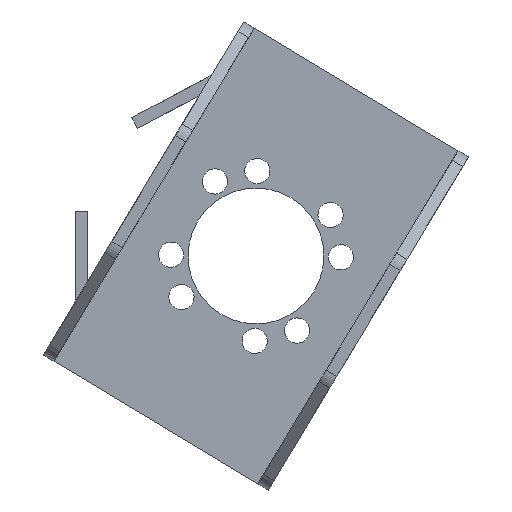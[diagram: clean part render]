
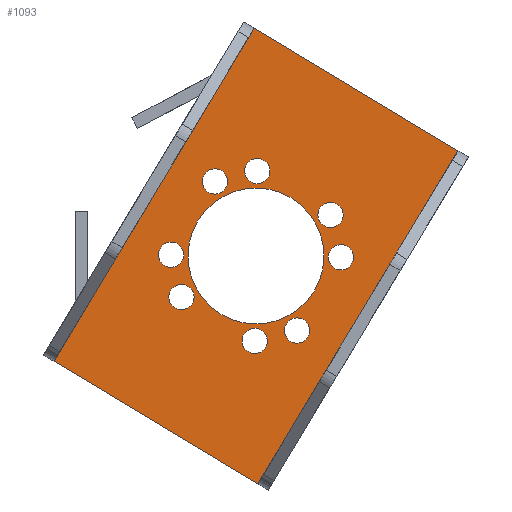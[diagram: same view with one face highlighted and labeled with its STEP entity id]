
A CAD part, front view. The second image highlights one B-rep face of the part: STEP entity #1093.
In plain terms, the highlighted planar face has unit normal (0, -1, 0).
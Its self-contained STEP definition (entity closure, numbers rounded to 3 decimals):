
#770=CARTESIAN_POINT('',(-31.446,44.5,-38.899));
#771=VERTEX_POINT('',#770);
#778=CARTESIAN_POINT('',(9.757,44.5,29.674));
#779=VERTEX_POINT('',#778);
#780=CARTESIAN_POINT('',(-31.446,44.5,-38.899));
#781=DIRECTION('',(0.515,0.0,0.857));
#782=VECTOR('',#781,80.);
#783=LINE('',#780,#782);
#784=EDGE_CURVE('',#771,#779,#783,.T.);
#964=CARTESIAN_POINT('',(31.157,44.5,-29.849));
#965=DIRECTION('',(0.0,-1.0,0.0));
#966=DIRECTION('',(-0.515,0.0,-0.857));
#967=AXIS2_PLACEMENT_3D('',#964,#965,#966);
#968=PLANE('',#967);
#969=CARTESIAN_POINT('',(51.758,44.5,4.437));
#970=VERTEX_POINT('',#969);
#971=CARTESIAN_POINT('',(51.758,44.5,4.437));
#972=DIRECTION('',(-0.857,0.,0.515));
#973=VECTOR('',#972,49.);
#974=LINE('',#971,#973);
#975=EDGE_CURVE('',#970,#779,#974,.T.);
#976=ORIENTED_EDGE('',*,*,#975,.T.);
#977=ORIENTED_EDGE('',*,*,#784,.F.);
#978=CARTESIAN_POINT('',(10.555,44.5,-64.136));
#979=VERTEX_POINT('',#978);
#980=CARTESIAN_POINT('',(-31.446,44.5,-38.899));
#981=DIRECTION('',(0.857,0.,-0.515));
#982=VECTOR('',#981,49.);
#983=LINE('',#980,#982);
#984=EDGE_CURVE('',#771,#979,#983,.T.);
#985=ORIENTED_EDGE('',*,*,#984,.T.);
#986=CARTESIAN_POINT('',(10.555,44.5,-64.136));
#987=DIRECTION('',(0.515,0.0,0.857));
#988=VECTOR('',#987,80.0);
#989=LINE('',#986,#988);
#990=EDGE_CURVE('',#979,#970,#989,.T.);
#991=ORIENTED_EDGE('',*,*,#990,.T.);
#992=EDGE_LOOP('',(#976,#977,#985,#991));
#993=FACE_OUTER_BOUND('',#992,.T.);
#994=CARTESIAN_POINT('',(22.156,44.5,-24.441));
#995=VERTEX_POINT('',#994);
#996=CARTESIAN_POINT('',(10.156,44.5,-17.231));
#997=DIRECTION('',(0.,1.0,0.));
#998=DIRECTION('',(-0.857,0.,0.515));
#999=AXIS2_PLACEMENT_3D('',#996,#997,#998);
#1000=CIRCLE('',#999,14.0);
#1001=EDGE_CURVE('',#995,#995,#1000,.T.);
#1002=ORIENTED_EDGE('',*,*,#1001,.T.);
#1003=EDGE_LOOP('',(#1002));
#1004=FACE_BOUND('',#1003,.T.);
#1005=CARTESIAN_POINT('',(3.931,44.5,-3.224));
#1006=VERTEX_POINT('',#1005);
#1007=CARTESIAN_POINT('',(1.702,44.5,-1.885));
#1008=DIRECTION('',(0.,1.0,0.));
#1009=DIRECTION('',(-0.857,0.,0.515));
#1010=AXIS2_PLACEMENT_3D('',#1007,#1008,#1009);
#1011=CIRCLE('',#1010,2.6);
#1012=EDGE_CURVE('',#1006,#1006,#1011,.T.);
#1013=ORIENTED_EDGE('',*,*,#1012,.T.);
#1014=EDGE_LOOP('',(#1013));
#1015=FACE_BOUND('',#1014,.T.);
#1016=CARTESIAN_POINT('',(12.644,44.5,-1.052));
#1017=VERTEX_POINT('',#1016);
#1018=CARTESIAN_POINT('',(10.416,44.5,0.288));
#1019=DIRECTION('',(0.,1.0,0.));
#1020=DIRECTION('',(-0.857,0.,0.515));
#1021=AXIS2_PLACEMENT_3D('',#1018,#1019,#1020);
#1022=CIRCLE('',#1021,2.6);
#1023=EDGE_CURVE('',#1017,#1017,#1022,.T.);
#1024=ORIENTED_EDGE('',*,*,#1023,.T.);
#1025=EDGE_LOOP('',(#1024));
#1026=FACE_BOUND('',#1025,.T.);
#1027=CARTESIAN_POINT('',(27.73,44.5,-10.116));
#1028=VERTEX_POINT('',#1027);
#1029=CARTESIAN_POINT('',(25.502,44.5,-8.777));
#1030=DIRECTION('',(0.,1.0,0.));
#1031=DIRECTION('',(-0.857,0.,0.515));
#1032=AXIS2_PLACEMENT_3D('',#1029,#1030,#1031);
#1033=CIRCLE('',#1032,2.6);
#1034=EDGE_CURVE('',#1028,#1028,#1033,.T.);
#1035=ORIENTED_EDGE('',*,*,#1034,.T.);
#1036=EDGE_LOOP('',(#1035));
#1037=FACE_BOUND('',#1036,.T.);
#1038=CARTESIAN_POINT('',(29.903,44.5,-18.83));
#1039=VERTEX_POINT('',#1038);
#1040=CARTESIAN_POINT('',(27.674,44.5,-17.491));
#1041=DIRECTION('',(0.,1.0,0.));
#1042=DIRECTION('',(-0.857,0.,0.515));
#1043=AXIS2_PLACEMENT_3D('',#1040,#1041,#1042);
#1044=CIRCLE('',#1043,2.6);
#1045=EDGE_CURVE('',#1039,#1039,#1044,.T.);
#1046=ORIENTED_EDGE('',*,*,#1045,.T.);
#1047=EDGE_LOOP('',(#1046));
#1048=FACE_BOUND('',#1047,.T.);
#1049=CARTESIAN_POINT('',(20.838,44.5,-33.916));
#1050=VERTEX_POINT('',#1049);
#1051=CARTESIAN_POINT('',(18.61,44.5,-32.577));
#1052=DIRECTION('',(0.,1.0,0.));
#1053=DIRECTION('',(-0.857,0.,0.515));
#1054=AXIS2_PLACEMENT_3D('',#1051,#1052,#1053);
#1055=CIRCLE('',#1054,2.6);
#1056=EDGE_CURVE('',#1050,#1050,#1055,.T.);
#1057=ORIENTED_EDGE('',*,*,#1056,.T.);
#1058=EDGE_LOOP('',(#1057));
#1059=FACE_BOUND('',#1058,.T.);
#1060=CARTESIAN_POINT('',(12.125,44.5,-36.088));
#1061=VERTEX_POINT('',#1060);
#1062=CARTESIAN_POINT('',(9.896,44.5,-34.749));
#1063=DIRECTION('',(0.,1.0,0.));
#1064=DIRECTION('',(-0.857,0.,0.515));
#1065=AXIS2_PLACEMENT_3D('',#1062,#1063,#1064);
#1066=CIRCLE('',#1065,2.6);
#1067=EDGE_CURVE('',#1061,#1061,#1066,.T.);
#1068=ORIENTED_EDGE('',*,*,#1067,.T.);
#1069=EDGE_LOOP('',(#1068));
#1070=FACE_BOUND('',#1069,.T.);
#1071=CARTESIAN_POINT('',(-2.961,44.5,-27.024));
#1072=VERTEX_POINT('',#1071);
#1073=CARTESIAN_POINT('',(-5.19,44.5,-25.685));
#1074=DIRECTION('',(0.,1.0,0.));
#1075=DIRECTION('',(-0.857,0.,0.515));
#1076=AXIS2_PLACEMENT_3D('',#1073,#1074,#1075);
#1077=CIRCLE('',#1076,2.6);
#1078=EDGE_CURVE('',#1072,#1072,#1077,.T.);
#1079=ORIENTED_EDGE('',*,*,#1078,.T.);
#1080=EDGE_LOOP('',(#1079));
#1081=FACE_BOUND('',#1080,.T.);
#1082=CARTESIAN_POINT('',(-5.134,44.5,-18.31));
#1083=VERTEX_POINT('',#1082);
#1084=CARTESIAN_POINT('',(-7.362,44.5,-16.971));
#1085=DIRECTION('',(0.,1.0,0.));
#1086=DIRECTION('',(-0.857,0.,0.515));
#1087=AXIS2_PLACEMENT_3D('',#1084,#1085,#1086);
#1088=CIRCLE('',#1087,2.6);
#1089=EDGE_CURVE('',#1083,#1083,#1088,.T.);
#1090=ORIENTED_EDGE('',*,*,#1089,.T.);
#1091=EDGE_LOOP('',(#1090));
#1092=FACE_BOUND('',#1091,.T.);
#1093=ADVANCED_FACE('',(#993,#1004,#1015,#1026,#1037,#1048,#1059,#1070,#1081,#1092),#968,.T.);
